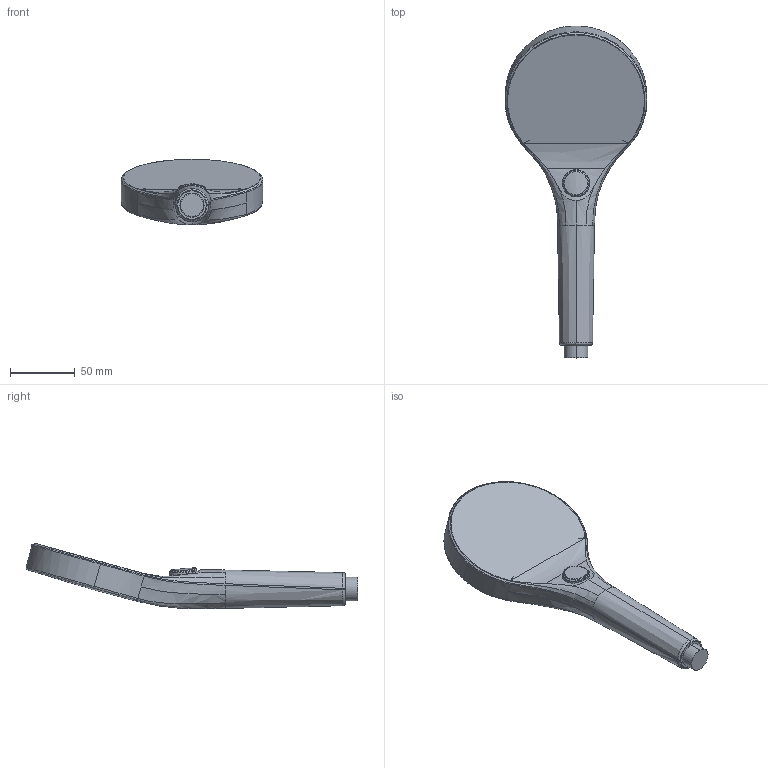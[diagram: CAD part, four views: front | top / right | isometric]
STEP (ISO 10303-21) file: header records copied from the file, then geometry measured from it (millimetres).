
FILE_DESCRIPTION (( 'STEP AP203' ), '1' );
FILE_NAME ('272020N(2023)+44330300(2023)+44350300(2023).STEP', '2023-04-13T10:09:22', ( '' ), ( '' ), 'SwSTEP 2.0', 'SolidWorks 2016', '' );
FILE_SCHEMA (( 'CONFIG_CONTROL_DESIGN' ));
Length unit declared in the file: millimetre
Products named in the file (1): 272020N(2023)+44330300(2023)+44350300(2023)
Bounding box: 109.5 x 256.06 x 50.37 mm (x, y, z)
Volume: 306534.2 mm3; surface area: 39149.5 mm2
Topology: 1 solids, 1 shells, 62 faces, 156 edges, 97 vertices
Faces by surface type: bspline 46, torus 6, cone 4, sphere 2, cylinder 2, plane 2
Entity records: 9835 total; most frequent: CARTESIAN_POINT 8654, ORIENTED_EDGE 308, EDGE_CURVE 154, B_SPLINE_CURVE_WITH_KNOTS 117, VERTEX_POINT 97, DIRECTION 91, EDGE_LOOP 65, FACE_OUTER_BOUND 62
